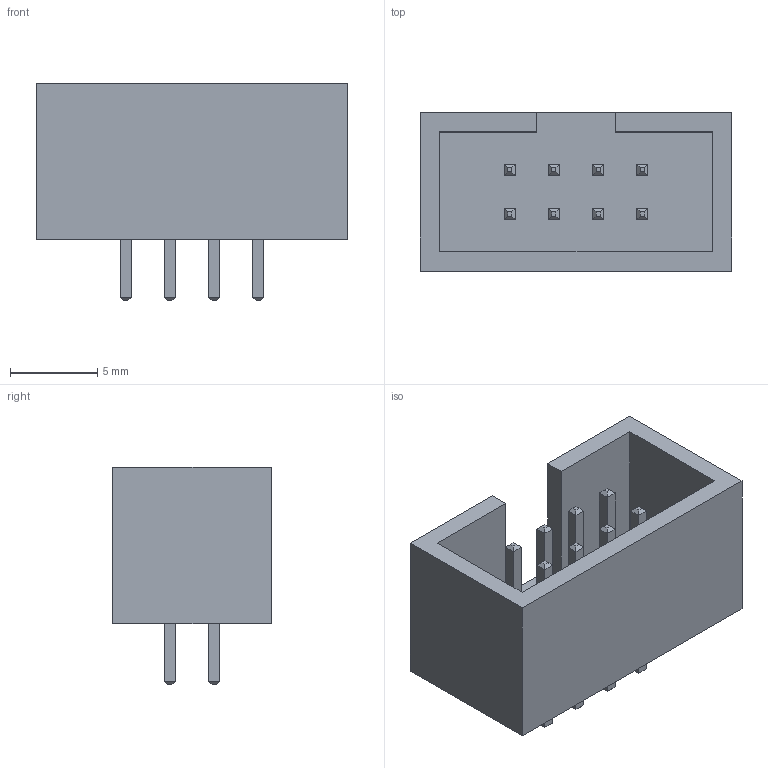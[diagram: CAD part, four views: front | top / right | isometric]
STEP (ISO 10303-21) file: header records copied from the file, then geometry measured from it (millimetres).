
FILE_DESCRIPTION (( 'STEP AP214' ), '1' );
FILE_NAME ('IDC-08M.STEP', '2023-06-20T11:39:29', ( '' ), ( '' ), 'SwSTEP 2.0', 'SolidWorks 2019', '' );
FILE_SCHEMA (( 'AUTOMOTIVE_DESIGN' ));
Length unit declared in the file: millimetre
Products named in the file (3): Pin; IDC-08M; Ïëàñòèê
Assembly tree (9 placements, depth 2):
  IDC-08M
    Pin  x8
    Ïëàñòèê
Bounding box: 17.86 x 9.1 x 12.5 mm (x, y, z)
Volume: 652.2 mm3; surface area: 1333.9 mm2
Topology: 9 solids, 9 shells, 126 faces, 260 edges, 152 vertices
Faces by surface type: plane 126
Entity records: 930 total; most frequent: DIRECTION 144, CARTESIAN_POINT 144, ORIENTED_EDGE 128, EDGE_CURVE 64, LINE 64, VECTOR 64, AXIS2_PLACEMENT_3D 40, VERTEX_POINT 40
